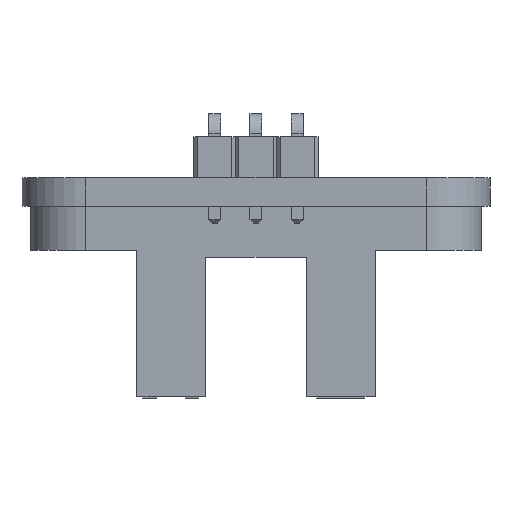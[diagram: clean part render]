
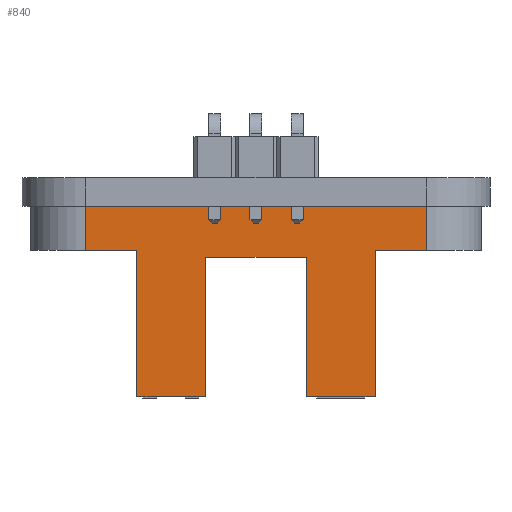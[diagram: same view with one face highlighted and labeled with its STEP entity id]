
A CAD part, front view. The second image highlights one B-rep face of the part: STEP entity #840.
In plain terms, the highlighted planar face has unit normal (0, -1, 0).
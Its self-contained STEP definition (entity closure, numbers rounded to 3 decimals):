
#126 = VECTOR ( 'NONE', #7341, 1000. ) ;
#152 = VERTEX_POINT ( 'NONE', #9038 ) ;
#232 = ORIENTED_EDGE ( 'NONE', *, *, #8317, .F. ) ;
#251 = VECTOR ( 'NONE', #7441, 1000. ) ;
#399 = CARTESIAN_POINT ( 'NONE',  ( 2.95, -3.25, -3. ) ) ;
#429 = EDGE_CURVE ( 'NONE', #6587, #5327, #1989, .T. ) ;
#604 = VECTOR ( 'NONE', #1187, 1000. ) ;
#708 = CARTESIAN_POINT ( 'NONE',  ( -2.95, -3.25, -3. ) ) ;
#840 = ADVANCED_FACE ( 'NONE', ( #7237 ), #1498, .F. ) ;
#857 = CARTESIAN_POINT ( 'NONE',  ( -10., -3.25, -2.6 ) ) ;
#866 = DIRECTION ( 'NONE',  ( 0., 0., 1. ) ) ;
#882 = DIRECTION ( 'NONE',  ( -1., 0., 0. ) ) ;
#885 = CARTESIAN_POINT ( 'NONE',  ( 2.95, -3.25, -11.2 ) ) ;
#1100 = EDGE_CURVE ( 'NONE', #4615, #4345, #2017, .T. ) ;
#1187 = DIRECTION ( 'NONE',  ( 0., 0., 1. ) ) ;
#1287 = AXIS2_PLACEMENT_3D ( 'NONE', #7875, #9548, #10458 ) ;
#1331 = DIRECTION ( 'NONE',  ( 0., 0., 1. ) ) ;
#1391 = ORIENTED_EDGE ( 'NONE', *, *, #1736, .T. ) ;
#1498 = PLANE ( 'NONE',  #1287 ) ;
#1736 = EDGE_CURVE ( 'NONE', #6415, #5450, #9411, .T. ) ;
#1737 = EDGE_CURVE ( 'NONE', #10412, #4345, #3022, .T. ) ;
#1770 = CARTESIAN_POINT ( 'NONE',  ( -7., -3.25, -11.2 ) ) ;
#1815 = CARTESIAN_POINT ( 'NONE',  ( -7., -3.25, -11.2 ) ) ;
#1870 = DIRECTION ( 'NONE',  ( -1., 0., 0. ) ) ;
#1989 = LINE ( 'NONE', #10258, #9562 ) ;
#2017 = LINE ( 'NONE', #4621, #604 ) ;
#2054 = EDGE_CURVE ( 'NONE', #9272, #7965, #7423, .T. ) ;
#2139 = DIRECTION ( 'NONE',  ( 0., 0., -1. ) ) ;
#2256 = VECTOR ( 'NONE', #7653, 1000. ) ;
#2550 = CARTESIAN_POINT ( 'NONE',  ( -7., -3.25, -11.2 ) ) ;
#3022 = LINE ( 'NONE', #5471, #10437 ) ;
#3194 = CARTESIAN_POINT ( 'NONE',  ( 10., -3.25, 0. ) ) ;
#3216 = CARTESIAN_POINT ( 'NONE',  ( -7., -3.25, -11.2 ) ) ;
#3324 = LINE ( 'NONE', #8963, #4576 ) ;
#3396 = ORIENTED_EDGE ( 'NONE', *, *, #9005, .F. ) ;
#3407 = EDGE_CURVE ( 'NONE', #6415, #4213, #9066, .T. ) ;
#3604 = LINE ( 'NONE', #6116, #7444 ) ;
#4213 = VERTEX_POINT ( 'NONE', #708 ) ;
#4232 = EDGE_LOOP ( 'NONE', ( #9860, #1391, #9552, #6679, #232, #4853, #5482, #7457, #3396, #4624, #9632, #8642 ) ) ;
#4345 = VERTEX_POINT ( 'NONE', #5074 ) ;
#4521 = VECTOR ( 'NONE', #10303, 1000. ) ;
#4576 = VECTOR ( 'NONE', #882, 1000. ) ;
#4612 = EDGE_CURVE ( 'NONE', #4213, #152, #8323, .T. ) ;
#4615 = VERTEX_POINT ( 'NONE', #6386 ) ;
#4621 = CARTESIAN_POINT ( 'NONE',  ( -10., -3.25, -2.6 ) ) ;
#4624 = ORIENTED_EDGE ( 'NONE', *, *, #2054, .F. ) ;
#4650 = DIRECTION ( 'NONE',  ( 0., 0., 1. ) ) ;
#4827 = CARTESIAN_POINT ( 'NONE',  ( 7., -3.25, -2.6 ) ) ;
#4853 = ORIENTED_EDGE ( 'NONE', *, *, #9700, .T. ) ;
#5074 = CARTESIAN_POINT ( 'NONE',  ( -10., -3.25, 0. ) ) ;
#5093 = CARTESIAN_POINT ( 'NONE',  ( -2.95, -3.25, -3. ) ) ;
#5327 = VERTEX_POINT ( 'NONE', #4827 ) ;
#5364 = EDGE_CURVE ( 'NONE', #6587, #5450, #7221, .T. ) ;
#5429 = CARTESIAN_POINT ( 'NONE',  ( 2.95, -3.25, -3. ) ) ;
#5450 = VERTEX_POINT ( 'NONE', #885 ) ;
#5471 = CARTESIAN_POINT ( 'NONE',  ( -10., -3.25, 0. ) ) ;
#5482 = ORIENTED_EDGE ( 'NONE', *, *, #1737, .T. ) ;
#5746 = LINE ( 'NONE', #857, #126 ) ;
#5814 = EDGE_CURVE ( 'NONE', #152, #9272, #6626, .T. ) ;
#5834 = VECTOR ( 'NONE', #2139, 1000. ) ;
#5950 = CARTESIAN_POINT ( 'NONE',  ( 10., -3.25, -2.6 ) ) ;
#6116 = CARTESIAN_POINT ( 'NONE',  ( 10., -3.25, -2.6 ) ) ;
#6386 = CARTESIAN_POINT ( 'NONE',  ( -10., -3.25, -2.6 ) ) ;
#6415 = VERTEX_POINT ( 'NONE', #399 ) ;
#6587 = VERTEX_POINT ( 'NONE', #10269 ) ;
#6626 = LINE ( 'NONE', #2550, #9582 ) ;
#6679 = ORIENTED_EDGE ( 'NONE', *, *, #429, .T. ) ;
#6790 = CARTESIAN_POINT ( 'NONE',  ( -2.95, -3.25, -3. ) ) ;
#7221 = LINE ( 'NONE', #3216, #251 ) ;
#7237 = FACE_OUTER_BOUND ( 'NONE', #4232, .T. ) ;
#7341 = DIRECTION ( 'NONE',  ( -1., 0., 0. ) ) ;
#7423 = LINE ( 'NONE', #1770, #7536 ) ;
#7441 = DIRECTION ( 'NONE',  ( -1., 0., 0. ) ) ;
#7444 = VECTOR ( 'NONE', #1331, 1000. ) ;
#7457 = ORIENTED_EDGE ( 'NONE', *, *, #1100, .F. ) ;
#7536 = VECTOR ( 'NONE', #866, 1000. ) ;
#7653 = DIRECTION ( 'NONE',  ( -1., 0., 0. ) ) ;
#7875 = CARTESIAN_POINT ( 'NONE',  ( -10., -3.25, -2.6 ) ) ;
#7965 = VERTEX_POINT ( 'NONE', #9103 ) ;
#8317 = EDGE_CURVE ( 'NONE', #10420, #5327, #5746, .T. ) ;
#8323 = LINE ( 'NONE', #6790, #5834 ) ;
#8642 = ORIENTED_EDGE ( 'NONE', *, *, #4612, .F. ) ;
#8963 = CARTESIAN_POINT ( 'NONE',  ( -10., -3.25, -2.6 ) ) ;
#9005 = EDGE_CURVE ( 'NONE', #7965, #4615, #3324, .T. ) ;
#9038 = CARTESIAN_POINT ( 'NONE',  ( -2.95, -3.25, -11.2 ) ) ;
#9044 = DIRECTION ( 'NONE',  ( -1., 0., 0. ) ) ;
#9066 = LINE ( 'NONE', #5093, #2256 ) ;
#9103 = CARTESIAN_POINT ( 'NONE',  ( -7., -3.25, -2.6 ) ) ;
#9272 = VERTEX_POINT ( 'NONE', #1815 ) ;
#9411 = LINE ( 'NONE', #5429, #4521 ) ;
#9548 = DIRECTION ( 'NONE',  ( 0., 1., 0. ) ) ;
#9552 = ORIENTED_EDGE ( 'NONE', *, *, #5364, .F. ) ;
#9562 = VECTOR ( 'NONE', #4650, 1000. ) ;
#9582 = VECTOR ( 'NONE', #9044, 1000. ) ;
#9632 = ORIENTED_EDGE ( 'NONE', *, *, #5814, .F. ) ;
#9700 = EDGE_CURVE ( 'NONE', #10420, #10412, #3604, .T. ) ;
#9860 = ORIENTED_EDGE ( 'NONE', *, *, #3407, .F. ) ;
#10258 = CARTESIAN_POINT ( 'NONE',  ( 7., -3.25, -11.2 ) ) ;
#10269 = CARTESIAN_POINT ( 'NONE',  ( 7., -3.25, -11.2 ) ) ;
#10303 = DIRECTION ( 'NONE',  ( 0., 0., -1. ) ) ;
#10412 = VERTEX_POINT ( 'NONE', #3194 ) ;
#10420 = VERTEX_POINT ( 'NONE', #5950 ) ;
#10437 = VECTOR ( 'NONE', #1870, 1000. ) ;
#10458 = DIRECTION ( 'NONE',  ( -1., 0., 0. ) ) ;
